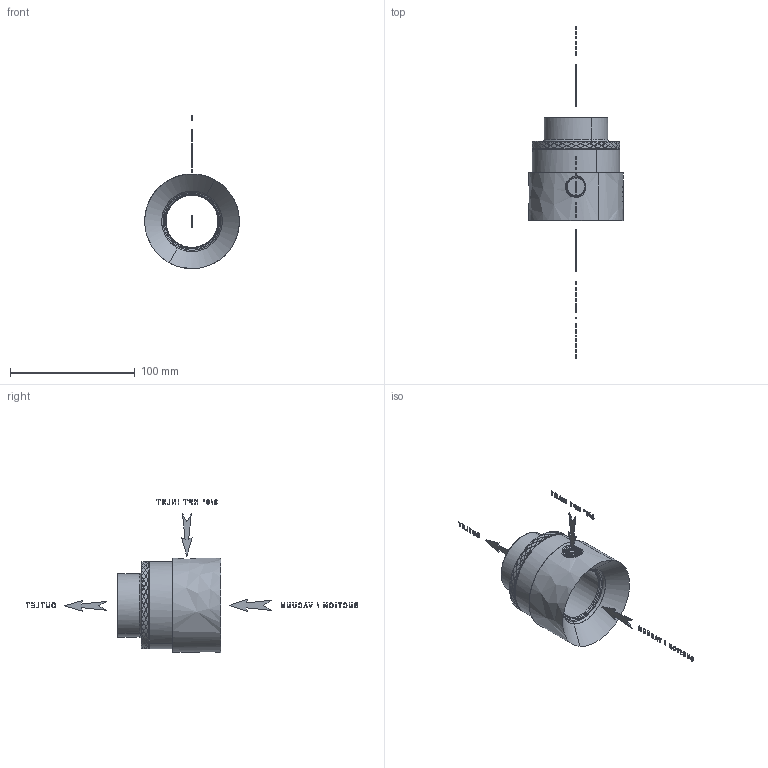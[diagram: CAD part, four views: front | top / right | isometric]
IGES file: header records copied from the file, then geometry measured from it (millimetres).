
Start section: SolidWorks IGES file using analytic representation for surfaces
Global section: file name: ADJ AIR AMP 40002-40002S.IGS; native system: SolidWorks 2020; preprocessor: SolidWorks 2020; author: Ammad; date: 210410.114042; units: millimetre
Bounding box: 75.69 x 265.66 x 122.65 mm (x, y, z)
Surface area: 37545.2 mm2 (no closed solid volume)
Topology: 0 solids, 0 shells, 1367 faces, 8244 edges, 8244 vertices
Faces by surface type: bspline 1367
